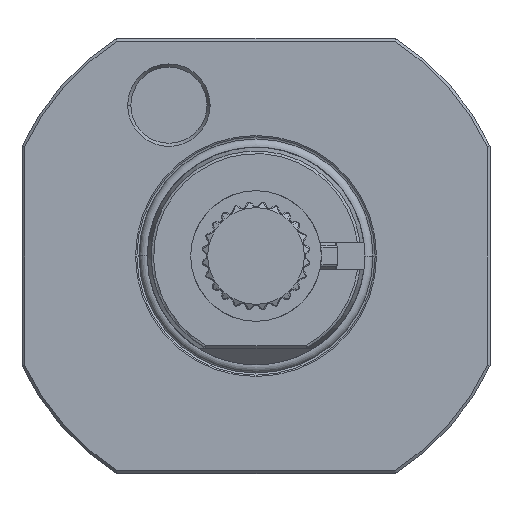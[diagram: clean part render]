
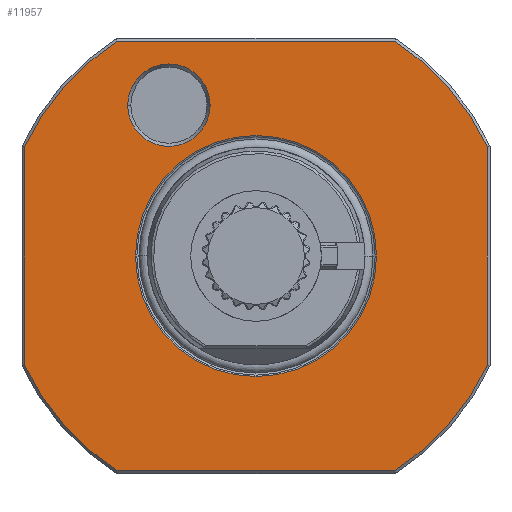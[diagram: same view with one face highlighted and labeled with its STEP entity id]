
A CAD part, left-side view. The second image highlights one B-rep face of the part: STEP entity #11957.
In plain terms, the highlighted planar face has unit normal (-1, 0, 0).
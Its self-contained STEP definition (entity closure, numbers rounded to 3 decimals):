
#2516=CARTESIAN_POINT('',(-76.,0.,0.));
#2517=DIRECTION('',(1.,0.,0.));
#2518=DIRECTION('',(0.,-0.904,-0.427));
#2519=AXIS2_PLACEMENT_3D('',#2516,#2517,#2518);
#2521=DIRECTION('',(0.,-1.,0.));
#2522=VECTOR('',#2521,50.942);
#2523=CARTESIAN_POINT('',(-76.,25.471,
-39.5));
#2524=LINE('',#2523,#2522);
#2525=CARTESIAN_POINT('',(-76.,0.,0.));
#2526=DIRECTION('',(1.,0.,0.));
#2527=DIRECTION('',(0.,0.542,-0.84));
#2528=AXIS2_PLACEMENT_3D('',#2525,#2526,#2527);
#2530=DIRECTION('',(0.,0.,-1.));
#2531=VECTOR('',#2530,40.138);
#2532=CARTESIAN_POINT('',(-76.,42.5,20.069));
#2533=LINE('',#2532,#2531);
#2534=CARTESIAN_POINT('',(-76.,0.,0.));
#2535=DIRECTION('',(1.,0.,0.));
#2536=DIRECTION('',(0.,0.904,0.427));
#2537=AXIS2_PLACEMENT_3D('',#2534,#2535,#2536);
#2539=DIRECTION('',(0.,1.,0.));
#2540=VECTOR('',#2539,50.942);
#2541=CARTESIAN_POINT('',(-76.,-25.471,
39.5));
#2542=LINE('',#2541,#2540);
#2543=CARTESIAN_POINT('',(-76.,0.,0.));
#2544=DIRECTION('',(1.,0.,0.));
#2545=DIRECTION('',(0.,-0.542,0.84));
#2546=AXIS2_PLACEMENT_3D('',#2543,#2544,#2545);
#2548=DIRECTION('',(0.,0.,1.));
#2549=VECTOR('',#2548,40.138);
#2550=CARTESIAN_POINT('',(-76.,-42.5,
-20.069));
#2551=LINE('',#2550,#2549);
#2552=CARTESIAN_POINT('',(-76.,0.,0.));
#2553=DIRECTION('',(1.,0.,0.));
#2554=DIRECTION('',(0.,-1.,0.));
#2555=AXIS2_PLACEMENT_3D('',#2552,#2553,#2554);
#2557=CARTESIAN_POINT('',(-76.,0.,0.));
#2558=DIRECTION('',(1.,0.,0.));
#2559=DIRECTION('',(0.,1.,0.));
#2560=AXIS2_PLACEMENT_3D('',#2557,#2558,#2559);
#2562=CARTESIAN_POINT('',(-76.,16.,27.713));
#2563=DIRECTION('',(1.,0.,0.));
#2564=DIRECTION('',(0.,-1.,0.));
#2565=AXIS2_PLACEMENT_3D('',#2562,#2563,#2564);
#2567=CARTESIAN_POINT('',(-76.,16.,27.713));
#2568=DIRECTION('',(1.,0.,0.));
#2569=DIRECTION('',(0.,1.,0.));
#2570=AXIS2_PLACEMENT_3D('',#2567,#2568,#2569);
#8641=CARTESIAN_POINT('',(-76.,-22.15,0.));
#8642=CARTESIAN_POINT('',(-76.,22.15,0.));
#8643=VERTEX_POINT('',#8641);
#8644=VERTEX_POINT('',#8642);
#8645=CARTESIAN_POINT('',(-76.,8.423,27.713));
#8646=CARTESIAN_POINT('',(-76.,23.577,27.713));
#8647=VERTEX_POINT('',#8645);
#8648=VERTEX_POINT('',#8646);
#8649=CARTESIAN_POINT('',(-76.,-42.5,-20.07));
#8650=CARTESIAN_POINT('',(-76.,-25.471,-39.5));
#8651=VERTEX_POINT('',#8649);
#8652=VERTEX_POINT('',#8650);
#8657=CARTESIAN_POINT('',(-76.,-25.471,39.5));
#8658=CARTESIAN_POINT('',(-76.,-42.5,20.07));
#8659=VERTEX_POINT('',#8657);
#8660=VERTEX_POINT('',#8658);
#8681=CARTESIAN_POINT('',(-76.,42.5,20.07));
#8682=CARTESIAN_POINT('',(-76.,25.471,39.5));
#8683=VERTEX_POINT('',#8681);
#8684=VERTEX_POINT('',#8682);
#8689=CARTESIAN_POINT('',(-76.,25.471,-39.5));
#8690=CARTESIAN_POINT('',(-76.,42.5,-20.07));
#8691=VERTEX_POINT('',#8689);
#8692=VERTEX_POINT('',#8690);
#11923=CARTESIAN_POINT('',(-76.,0.,0.));
#11924=DIRECTION('',(-1.,0.,0.));
#11925=DIRECTION('',(0.,1.,0.));
#11926=AXIS2_PLACEMENT_3D('',#11923,#11924,#11925);
#11927=PLANE('',#11926);
#11929=ORIENTED_EDGE('',*,*,#11928,.T.);
#11931=ORIENTED_EDGE('',*,*,#11930,.F.);
#11933=ORIENTED_EDGE('',*,*,#11932,.T.);
#11935=ORIENTED_EDGE('',*,*,#11934,.F.);
#11937=ORIENTED_EDGE('',*,*,#11936,.T.);
#11939=ORIENTED_EDGE('',*,*,#11938,.F.);
#11940=ORIENTED_EDGE('',*,*,#11913,.T.);
#11942=ORIENTED_EDGE('',*,*,#11941,.F.);
#11943=EDGE_LOOP('',(#11929,#11931,#11933,#11935,#11937,#11939,#11940,#11942));
#11944=FACE_OUTER_BOUND('',#11943,.F.);
#11946=ORIENTED_EDGE('',*,*,#11945,.F.);
#11948=ORIENTED_EDGE('',*,*,#11947,.F.);
#11949=EDGE_LOOP('',(#11946,#11948));
#11950=FACE_BOUND('',#11949,.F.);
#11952=ORIENTED_EDGE('',*,*,#11951,.F.);
#11954=ORIENTED_EDGE('',*,*,#11953,.F.);
#11955=EDGE_LOOP('',(#11952,#11954));
#11956=FACE_BOUND('',#11955,.F.);
#2520=CIRCLE('',#2519,47.001);
#2529=CIRCLE('',#2528,47.001);
#2538=CIRCLE('',#2537,47.001);
#2547=CIRCLE('',#2546,47.001);
#2556=CIRCLE('',#2555,22.15);
#2561=CIRCLE('',#2560,22.15);
#2566=CIRCLE('',#2565,7.577);
#2571=CIRCLE('',#2570,7.577);
#11913=EDGE_CURVE('',#8659,#8660,#2547,.T.);
#11928=EDGE_CURVE('',#8651,#8652,#2520,.T.);
#11930=EDGE_CURVE('',#8691,#8652,#2524,.T.);
#11932=EDGE_CURVE('',#8691,#8692,#2529,.T.);
#11934=EDGE_CURVE('',#8683,#8692,#2533,.T.);
#11936=EDGE_CURVE('',#8683,#8684,#2538,.T.);
#11938=EDGE_CURVE('',#8659,#8684,#2542,.T.);
#11941=EDGE_CURVE('',#8651,#8660,#2551,.T.);
#11945=EDGE_CURVE('',#8643,#8644,#2556,.T.);
#11947=EDGE_CURVE('',#8644,#8643,#2561,.T.);
#11951=EDGE_CURVE('',#8647,#8648,#2566,.T.);
#11953=EDGE_CURVE('',#8648,#8647,#2571,.T.);
#11957=ADVANCED_FACE('',(#11944,#11950,#11956),#11927,.T.);
